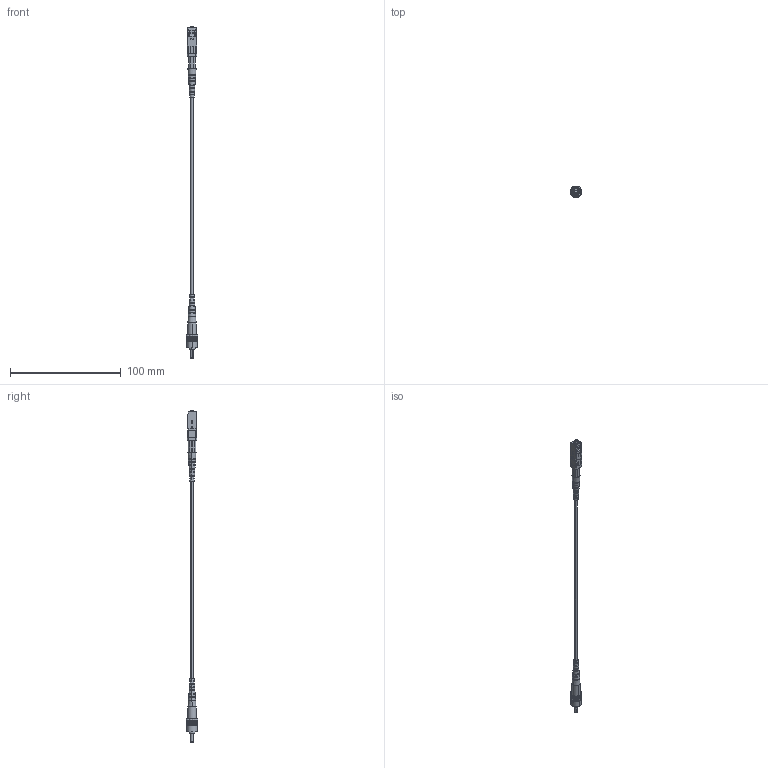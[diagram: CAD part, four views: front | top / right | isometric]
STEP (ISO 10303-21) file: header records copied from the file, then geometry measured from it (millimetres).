
FILE_DESCRIPTION (( 'STEP AP203' ), '1' );
FILE_NAME ('FCA-S2SR-SCASTU_3D.STEP', '2021-10-04T20:05:09', ( '' ), ( '' ), 'SwSTEP 2.0', 'SolidWorks 2021', '' );
FILE_SCHEMA (( 'CONFIG_CONTROL_DESIGN' ));
Length unit declared in the file: inch
Products named in the file (11): AF05-007^FCA-S2SR-SCASTU; CONN-95-200-08-BP3B MA2^1AF04-011_FCA-S2SR-SCASTU; CONN-95-200-08-BP3B MA4^1AF04-011_FCA-S2SR-SCASTU; 1AF04-011-MA1^1AF04-011_FCA-S2SR-SCASTU; 1AF05-007-MA1^AF05-007_FCA-S2SR-SCASTU; 1AF05-007-MA3^AF05-007_FCA-S2SR-SCASTU; CONN-95-200-08-BP3B MA3^1AF04-011_FCA-S2SR-SCASTU; FCA-S2SR-SCASTU_3D; 1AF04-011^FCA-S2SR-SCASTU; Fiber Coax^FCA-S2SR-SCASTU; 1AF05-007-MA2^AF05-007_FCA-S2SR-SCASTU
Assembly tree (10 placements, depth 3):
  FCA-S2SR-SCASTU_3D
    Fiber Coax^FCA-S2SR-SCASTU
    1AF04-011^FCA-S2SR-SCASTU
      CONN-95-200-08-BP3B MA2^1AF04-011_FCA-S2SR-SCASTU
      1AF04-011-MA1^1AF04-011_FCA-S2SR-SCASTU
      CONN-95-200-08-BP3B MA4^1AF04-011_FCA-S2SR-SCASTU
      CONN-95-200-08-BP3B MA3^1AF04-011_FCA-S2SR-SCASTU
    AF05-007^FCA-S2SR-SCASTU
      1AF05-007-MA1^AF05-007_FCA-S2SR-SCASTU
      1AF05-007-MA3^AF05-007_FCA-S2SR-SCASTU
      1AF05-007-MA2^AF05-007_FCA-S2SR-SCASTU
Bounding box: 10.3 x 10.3 x 299.64 mm (x, y, z)
Volume: 3755.4 mm3; surface area: 7855.8 mm2
Topology: 8 solids, 8 shells, 458 faces, 1336 edges, 880 vertices
Faces by surface type: plane 391, cylinder 43, cone 18, torus 4, bspline 2
Entity records: 17021 total; most frequent: CARTESIAN_POINT 3537, ORIENTED_EDGE 2672, DIRECTION 2452, EDGE_CURVE 1336, VECTOR 914, LINE 914, VERTEX_POINT 880, AXIS2_PLACEMENT_3D 769
